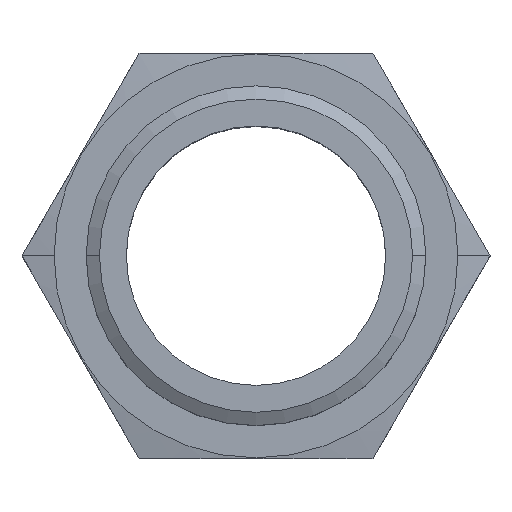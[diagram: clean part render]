
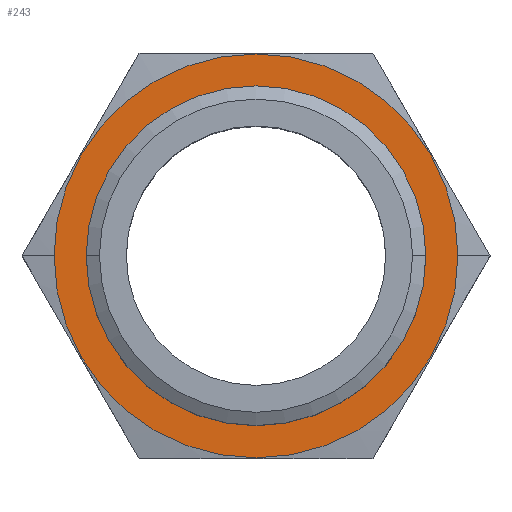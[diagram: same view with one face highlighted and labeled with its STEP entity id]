
A CAD part, top view. The second image highlights one B-rep face of the part: STEP entity #243.
In plain terms, the highlighted planar face has unit normal (0, 0, 1).
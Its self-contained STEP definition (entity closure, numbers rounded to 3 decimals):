
#18 = EDGE_CURVE ( 'NONE', #351, #350, #425, .T. ) ;
#48 = VERTEX_POINT ( 'NONE', #487 ) ;
#49 = VERTEX_POINT ( 'NONE', #486 ) ;
#51 = EDGE_CURVE ( 'NONE', #49, #48, #465, .T. ) ;
#165 = EDGE_CURVE ( 'NONE', #350, #351, #767, .T. ) ;
#239 = ORIENTED_EDGE ( 'NONE', *, *, #51, .T. ) ;
#240 = EDGE_CURVE ( 'NONE', #48, #49, #908, .T. ) ;
#241 = ORIENTED_EDGE ( 'NONE', *, *, #165, .F. ) ;
#242 = EDGE_LOOP ( 'NONE', ( #245, #241 ) ) ;
#243 = ADVANCED_FACE ( 'NONE', ( #900, #899 ), #898, .F. ) ;
#244 = EDGE_LOOP ( 'NONE', ( #246, #239 ) ) ;
#245 = ORIENTED_EDGE ( 'NONE', *, *, #18, .F. ) ;
#246 = ORIENTED_EDGE ( 'NONE', *, *, #240, .T. ) ;
#350 = VERTEX_POINT ( 'NONE', #1030 ) ;
#351 = VERTEX_POINT ( 'NONE', #1025 ) ;
#421 = DIRECTION ( 'NONE',  ( 1., 0., 0. ) ) ;
#422 = DIRECTION ( 'NONE',  ( 0., 0., 1. ) ) ;
#423 = CARTESIAN_POINT ( 'NONE',  ( 0., 0., 6.5 ) ) ;
#424 = AXIS2_PLACEMENT_3D ( 'NONE', #423, #422, #421 ) ;
#425 = CIRCLE ( 'NONE', #424, 20.955 ) ;
#461 = DIRECTION ( 'NONE',  ( 1., 0., 0. ) ) ;
#462 = DIRECTION ( 'NONE',  ( 0., 0., 1. ) ) ;
#463 = CARTESIAN_POINT ( 'NONE',  ( 0., 0., 6.5 ) ) ;
#464 = AXIS2_PLACEMENT_3D ( 'NONE', #463, #462, #461 ) ;
#465 = CIRCLE ( 'NONE', #464, 24.911 ) ;
#486 = CARTESIAN_POINT ( 'NONE',  ( 24.911, 0., 6.5 ) ) ;
#487 = CARTESIAN_POINT ( 'NONE',  ( -24.911, 0., 6.5 ) ) ;
#706 = CARTESIAN_POINT ( 'NONE',  ( 0., 0., 6.5 ) ) ;
#764 = DIRECTION ( 'NONE',  ( 1., 0., 0. ) ) ;
#765 = DIRECTION ( 'NONE',  ( 0., 0., 1. ) ) ;
#766 = AXIS2_PLACEMENT_3D ( 'NONE', #706, #765, #764 ) ;
#767 = CIRCLE ( 'NONE', #766, 20.955 ) ;
#894 = DIRECTION ( 'NONE',  ( -1., 0., 0. ) ) ;
#895 = DIRECTION ( 'NONE',  ( 0., 0., -1. ) ) ;
#896 = AXIS2_PLACEMENT_3D ( 'NONE', #897, #895, #894 ) ;
#897 = CARTESIAN_POINT ( 'NONE',  ( 0., 28.868, 6.5 ) ) ;
#898 = PLANE ( 'NONE',  #896 ) ;
#899 = FACE_OUTER_BOUND ( 'NONE', #244, .T. ) ;
#900 = FACE_BOUND ( 'NONE', #242, .T. ) ;
#901 = DIRECTION ( 'NONE',  ( 1., 0., 0. ) ) ;
#902 = DIRECTION ( 'NONE',  ( 0., 0., 1. ) ) ;
#903 = CARTESIAN_POINT ( 'NONE',  ( 0., 0., 6.5 ) ) ;
#904 = AXIS2_PLACEMENT_3D ( 'NONE', #903, #902, #901 ) ;
#908 = CIRCLE ( 'NONE', #904, 24.911 ) ;
#1025 = CARTESIAN_POINT ( 'NONE',  ( 20.955, 0., 6.5 ) ) ;
#1030 = CARTESIAN_POINT ( 'NONE',  ( -20.955, 0., 6.5 ) ) ;
